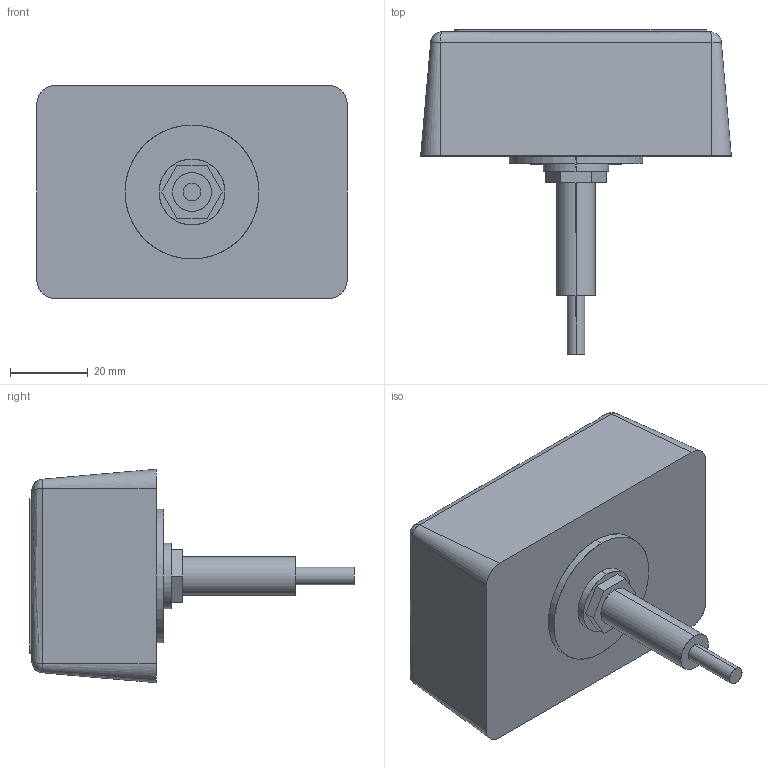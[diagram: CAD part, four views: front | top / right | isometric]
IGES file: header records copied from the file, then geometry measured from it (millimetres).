
Start section: SolidWorks IGES file using analytic representation for surfaces
Global section: file name: GPS4_P8000008083.IGS; native system: SolidWorks 2014; preprocessor: SolidWorks 2014; author: LarsenR; date: 150218.131846; units: millimetre
Bounding box: 80 x 83.5 x 55 mm (x, y, z)
Surface area: 20190.6 mm2 (no closed solid volume)
Topology: 0 solids, 0 shells, 46 faces, 412 edges, 408 vertices
Faces by surface type: bspline 26, revolution 20
